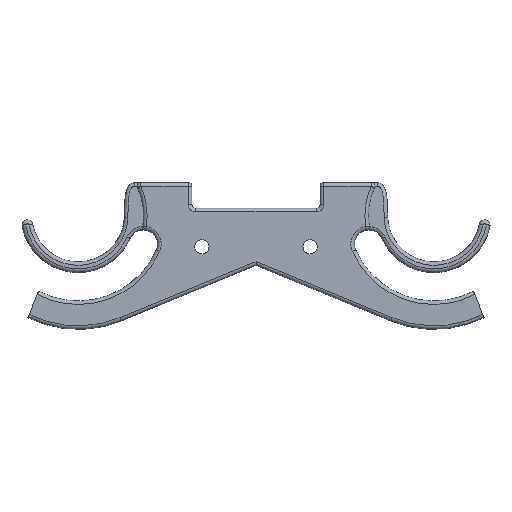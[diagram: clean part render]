
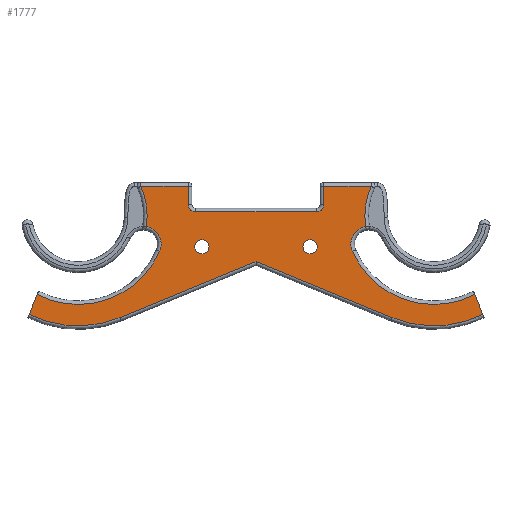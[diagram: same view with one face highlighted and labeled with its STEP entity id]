
A CAD part, top view. The second image highlights one B-rep face of the part: STEP entity #1777.
In plain terms, the highlighted planar face has unit normal (0, 0, 1).
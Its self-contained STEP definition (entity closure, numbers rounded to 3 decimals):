
#161=LINE('',#2675,#244);
#168=LINE('',#2709,#251);
#172=LINE('',#2715,#255);
#179=LINE('',#2746,#262);
#181=LINE('',#2752,#264);
#182=LINE('',#2760,#265);
#183=LINE('',#2764,#266);
#184=LINE('',#2766,#267);
#185=LINE('',#2770,#268);
#244=VECTOR('',#2158,10.);
#251=VECTOR('',#2195,10.);
#255=VECTOR('',#2203,10.);
#262=VECTOR('',#2244,10.);
#264=VECTOR('',#2250,10.);
#265=VECTOR('',#2257,10.);
#266=VECTOR('',#2260,10.);
#267=VECTOR('',#2261,10.);
#268=VECTOR('',#2264,10.);
#370=FACE_BOUND('',#522,.T.);
#371=FACE_BOUND('',#523,.T.);
#399=FACE_OUTER_BOUND('',#521,.T.);
#521=EDGE_LOOP('',(#1266,#1267,#1268,#1269,#1270,#1271,#1272,#1273,#1274,
#1275,#1276,#1277,#1278,#1279,#1280,#1281,#1282,#1283,#1284));
#522=EDGE_LOOP('',(#1285));
#523=EDGE_LOOP('',(#1286));
#630=CIRCLE('',#1897,5.);
#638=CIRCLE('',#1907,5.);
#645=CIRCLE('',#1920,5.);
#660=CIRCLE('',#1947,48.5);
#661=CIRCLE('',#1948,12.5);
#662=CIRCLE('',#1949,62.5);
#663=CIRCLE('',#1950,77.5);
#664=CIRCLE('',#1951,77.5);
#665=CIRCLE('',#1952,62.5);
#666=CIRCLE('',#1953,12.5);
#667=CIRCLE('',#1954,48.5);
#668=CIRCLE('',#1955,5.);
#748=VERTEX_POINT('',#2647);
#754=VERTEX_POINT('',#2661);
#756=VERTEX_POINT('',#2665);
#758=VERTEX_POINT('',#2673);
#765=VERTEX_POINT('',#2696);
#766=VERTEX_POINT('',#2697);
#769=VERTEX_POINT('',#2705);
#777=VERTEX_POINT('',#2745);
#779=VERTEX_POINT('',#2751);
#780=VERTEX_POINT('',#2753);
#781=VERTEX_POINT('',#2755);
#782=VERTEX_POINT('',#2757);
#783=VERTEX_POINT('',#2759);
#784=VERTEX_POINT('',#2761);
#785=VERTEX_POINT('',#2763);
#786=VERTEX_POINT('',#2765);
#787=VERTEX_POINT('',#2767);
#788=VERTEX_POINT('',#2769);
#789=VERTEX_POINT('',#2771);
#790=VERTEX_POINT('',#2773);
#791=VERTEX_POINT('',#2776);
#912=EDGE_CURVE('',#748,#748,#630,.T.);
#920=EDGE_CURVE('',#756,#754,#638,.T.);
#924=EDGE_CURVE('',#758,#756,#161,.T.);
#935=EDGE_CURVE('',#765,#766,#645,.T.);
#941=EDGE_CURVE('',#766,#769,#168,.T.);
#945=EDGE_CURVE('',#754,#765,#172,.T.);
#961=EDGE_CURVE('',#777,#769,#179,.T.);
#964=EDGE_CURVE('',#779,#758,#181,.T.);
#965=EDGE_CURVE('',#780,#779,#660,.T.);
#966=EDGE_CURVE('',#781,#780,#661,.T.);
#967=EDGE_CURVE('',#782,#781,#662,.T.);
#968=EDGE_CURVE('',#782,#783,#182,.T.);
#969=EDGE_CURVE('',#784,#783,#663,.T.);
#970=EDGE_CURVE('',#785,#784,#183,.T.);
#971=EDGE_CURVE('',#785,#786,#184,.T.);
#972=EDGE_CURVE('',#786,#787,#664,.T.);
#973=EDGE_CURVE('',#788,#787,#185,.T.);
#974=EDGE_CURVE('',#788,#789,#665,.T.);
#975=EDGE_CURVE('',#789,#790,#666,.T.);
#976=EDGE_CURVE('',#790,#777,#667,.T.);
#977=EDGE_CURVE('',#791,#791,#668,.T.);
#1266=ORIENTED_EDGE('',*,*,#941,.F.);
#1267=ORIENTED_EDGE('',*,*,#935,.F.);
#1268=ORIENTED_EDGE('',*,*,#945,.F.);
#1269=ORIENTED_EDGE('',*,*,#920,.F.);
#1270=ORIENTED_EDGE('',*,*,#924,.F.);
#1271=ORIENTED_EDGE('',*,*,#964,.F.);
#1272=ORIENTED_EDGE('',*,*,#965,.F.);
#1273=ORIENTED_EDGE('',*,*,#966,.F.);
#1274=ORIENTED_EDGE('',*,*,#967,.F.);
#1275=ORIENTED_EDGE('',*,*,#968,.T.);
#1276=ORIENTED_EDGE('',*,*,#969,.F.);
#1277=ORIENTED_EDGE('',*,*,#970,.F.);
#1278=ORIENTED_EDGE('',*,*,#971,.T.);
#1279=ORIENTED_EDGE('',*,*,#972,.T.);
#1280=ORIENTED_EDGE('',*,*,#973,.F.);
#1281=ORIENTED_EDGE('',*,*,#974,.T.);
#1282=ORIENTED_EDGE('',*,*,#975,.T.);
#1283=ORIENTED_EDGE('',*,*,#976,.T.);
#1284=ORIENTED_EDGE('',*,*,#961,.T.);
#1285=ORIENTED_EDGE('',*,*,#912,.T.);
#1286=ORIENTED_EDGE('',*,*,#977,.T.);
#1739=PLANE('',#1946);
#1777=ADVANCED_FACE('',(#399,#370,#371),#1739,.T.);
#1897=AXIS2_PLACEMENT_3D('',#2649,#2128,#2129);
#1907=AXIS2_PLACEMENT_3D('',#2667,#2148,#2149);
#1920=AXIS2_PLACEMENT_3D('',#2698,#2182,#2183);
#1946=AXIS2_PLACEMENT_3D('',#2750,#2248,#2249);
#1947=AXIS2_PLACEMENT_3D('',#2754,#2251,#2252);
#1948=AXIS2_PLACEMENT_3D('',#2756,#2253,#2254);
#1949=AXIS2_PLACEMENT_3D('',#2758,#2255,#2256);
#1950=AXIS2_PLACEMENT_3D('',#2762,#2258,#2259);
#1951=AXIS2_PLACEMENT_3D('',#2768,#2262,#2263);
#1952=AXIS2_PLACEMENT_3D('',#2772,#2265,#2266);
#1953=AXIS2_PLACEMENT_3D('',#2774,#2267,#2268);
#1954=AXIS2_PLACEMENT_3D('',#2775,#2269,#2270);
#1955=AXIS2_PLACEMENT_3D('',#2777,#2271,#2272);
#2128=DIRECTION('center_axis',(0.,0.,-1.));
#2129=DIRECTION('ref_axis',(1.,0.,0.));
#2148=DIRECTION('center_axis',(0.,0.,1.));
#2149=DIRECTION('ref_axis',(-0.707,-0.707,0.));
#2158=DIRECTION('',(0.,-1.,0.));
#2182=DIRECTION('center_axis',(0.,0.,1.));
#2183=DIRECTION('ref_axis',(0.707,-0.707,0.));
#2195=DIRECTION('',(0.,1.,0.));
#2203=DIRECTION('',(1.,0.,0.));
#2244=DIRECTION('',(-1.,0.,0.));
#2248=DIRECTION('center_axis',(0.,0.,1.));
#2249=DIRECTION('ref_axis',(1.,0.,0.));
#2250=DIRECTION('',(1.,0.,0.));
#2251=DIRECTION('center_axis',(0.,0.,1.));
#2252=DIRECTION('ref_axis',(0.989,0.149,0.));
#2253=DIRECTION('center_axis',(0.,0.,1.));
#2254=DIRECTION('ref_axis',(0.811,0.585,0.));
#2255=DIRECTION('center_axis',(0.,0.,1.));
#2256=DIRECTION('ref_axis',(0.331,-0.944,0.));
#2257=DIRECTION('',(-0.369,-0.93,0.));
#2258=DIRECTION('center_axis',(0.,0.,-1.));
#2259=DIRECTION('ref_axis',(-0.033,-0.999,0.));
#2260=DIRECTION('',(-0.925,-0.38,0.));
#2261=DIRECTION('',(0.925,-0.38,0.));
#2262=DIRECTION('center_axis',(0.,0.,1.));
#2263=DIRECTION('ref_axis',(0.033,-0.999,0.));
#2264=DIRECTION('',(0.369,-0.93,0.));
#2265=DIRECTION('center_axis',(0.,0.,-1.));
#2266=DIRECTION('ref_axis',(-0.331,-0.944,0.));
#2267=DIRECTION('center_axis',(0.,0.,-1.));
#2268=DIRECTION('ref_axis',(-0.811,0.585,0.));
#2269=DIRECTION('center_axis',(0.,0.,-1.));
#2270=DIRECTION('ref_axis',(-0.989,0.149,0.));
#2271=DIRECTION('center_axis',(0.,0.,-1.));
#2272=DIRECTION('ref_axis',(-1.,0.,0.));
#2647=CARTESIAN_POINT('',(33.,-21.914,12.));
#2649=CARTESIAN_POINT('Origin',(38.,-21.914,12.));
#2661=CARTESIAN_POINT('',(-42.5,2.586,12.));
#2665=CARTESIAN_POINT('',(-47.5,7.586,12.));
#2667=CARTESIAN_POINT('Origin',(-42.5,7.586,12.));
#2673=CARTESIAN_POINT('',(-47.5,20.586,12.));
#2675=CARTESIAN_POINT('',(-47.5,-11.686,12.));
#2696=CARTESIAN_POINT('',(42.5,2.586,12.));
#2697=CARTESIAN_POINT('',(47.5,7.586,12.));
#2698=CARTESIAN_POINT('Origin',(42.5,7.586,12.));
#2705=CARTESIAN_POINT('',(47.5,20.586,12.));
#2709=CARTESIAN_POINT('',(47.5,-11.686,12.));
#2715=CARTESIAN_POINT('',(-41.11,2.586,12.));
#2745=CARTESIAN_POINT('',(81.086,20.586,12.));
#2746=CARTESIAN_POINT('',(63.61,20.586,12.));
#2750=CARTESIAN_POINT('Origin',(-82.22,-28.457,12.));
#2751=CARTESIAN_POINT('',(-81.086,20.586,12.));
#2752=CARTESIAN_POINT('',(-63.61,20.586,12.));
#2753=CARTESIAN_POINT('',(-77.125,-7.764,12.));
#2754=CARTESIAN_POINT('Origin',(-125.,0.,12.));
#2755=CARTESIAN_POINT('',(-67.766,-25.111,12.));
#2756=CARTESIAN_POINT('Origin',(-79.213,-20.089,12.));
#2757=CARTESIAN_POINT('',(-153.798,-55.47,12.));
#2758=CARTESIAN_POINT('Origin',(-125.,0.,12.));
#2759=CARTESIAN_POINT('',(-159.35,-69.472,12.));
#2760=CARTESIAN_POINT('',(-152.871,-53.134,12.));
#2761=CARTESIAN_POINT('',(-95.516,-71.673,12.));
#2762=CARTESIAN_POINT('Origin',(-125.,0.,12.));
#2763=CARTESIAN_POINT('',(0.,-32.381,12.));
#2764=CARTESIAN_POINT('',(-82.228,-66.206,12.));
#2765=CARTESIAN_POINT('',(95.516,-71.673,12.));
#2766=CARTESIAN_POINT('',(82.228,-66.206,12.));
#2767=CARTESIAN_POINT('',(159.35,-69.472,12.));
#2768=CARTESIAN_POINT('Origin',(125.,0.,12.));
#2769=CARTESIAN_POINT('',(153.798,-55.47,12.));
#2770=CARTESIAN_POINT('',(152.871,-53.134,12.));
#2771=CARTESIAN_POINT('',(67.766,-25.111,12.));
#2772=CARTESIAN_POINT('Origin',(125.,0.,12.));
#2773=CARTESIAN_POINT('',(77.125,-7.764,12.));
#2774=CARTESIAN_POINT('Origin',(79.213,-20.089,12.));
#2775=CARTESIAN_POINT('Origin',(125.,0.,12.));
#2776=CARTESIAN_POINT('',(-33.,-21.914,12.));
#2777=CARTESIAN_POINT('Origin',(-38.,-21.914,12.));
